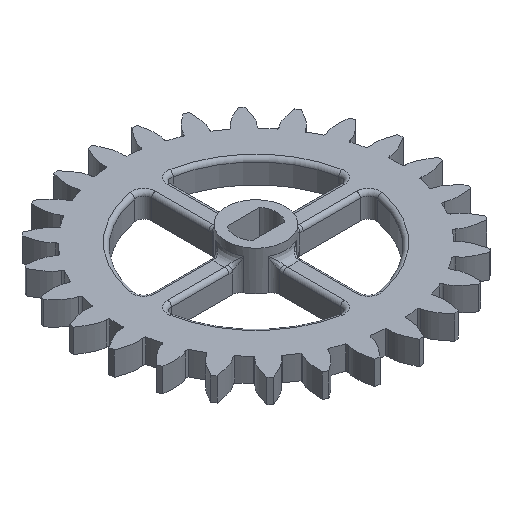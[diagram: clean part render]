
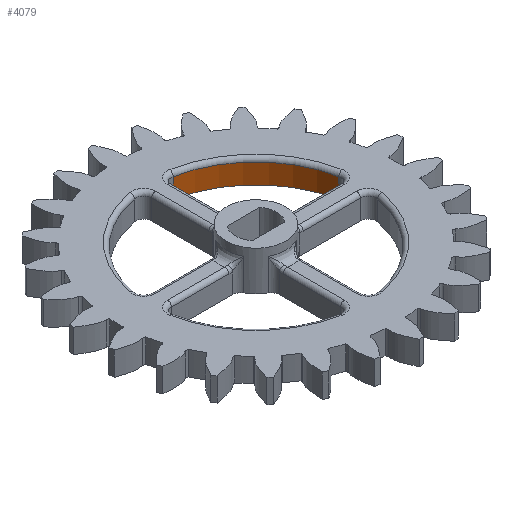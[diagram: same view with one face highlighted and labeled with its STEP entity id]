
A CAD part, isometric view. The second image highlights one B-rep face of the part: STEP entity #4079.
In plain terms, the highlighted cylindrical face has radius 13.125 mm (diameter 26.25 mm), a partial arc.
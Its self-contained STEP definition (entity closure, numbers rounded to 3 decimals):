
#249=CYLINDRICAL_SURFACE('',#4340,13.125);
#361=LINE('',#5902,#633);
#364=LINE('',#5916,#636);
#633=VECTOR('',#4779,1000.);
#636=VECTOR('',#4790,1000.);
#940=ORIENTED_EDGE('',*,*,#2240,.T.);
#941=ORIENTED_EDGE('',*,*,#2250,.T.);
#942=ORIENTED_EDGE('',*,*,#2234,.T.);
#943=ORIENTED_EDGE('',*,*,#2251,.T.);
#2234=EDGE_CURVE('',#2886,#2887,#361,.F.);
#2240=EDGE_CURVE('',#2893,#2892,#364,.T.);
#2250=EDGE_CURVE('',#2892,#2886,#3307,.F.);
#2251=EDGE_CURVE('',#2887,#2893,#3308,.T.);
#2886=VERTEX_POINT('',#5903);
#2887=VERTEX_POINT('',#5904);
#2892=VERTEX_POINT('',#5915);
#2893=VERTEX_POINT('',#5917);
#3307=CIRCLE('',#4341,13.125);
#3308=CIRCLE('',#4342,13.125);
#3554=EDGE_LOOP('',(#940,#941,#942,#943));
#3796=FACE_BOUND('',#3554,.T.);
#4079=ADVANCED_FACE('',(#3796),#249,.F.);
#4340=AXIS2_PLACEMENT_3D('',#5945,#4805,#4806);
#4341=AXIS2_PLACEMENT_3D('',#5946,#4807,#4808);
#4342=AXIS2_PLACEMENT_3D('',#5947,#4809,#4810);
#4779=DIRECTION('',(0.,0.,1.));
#4790=DIRECTION('',(0.,0.,1.));
#4805=DIRECTION('',(0.,0.,1.));
#4806=DIRECTION('',(-1.,0.,0.));
#4807=DIRECTION('',(0.,0.,-1.));
#4808=DIRECTION('',(-1.,0.,0.));
#4809=DIRECTION('',(0.,0.,-1.));
#4810=DIRECTION('',(1.,0.,0.));
#5902=CARTESIAN_POINT('',(2.436,12.897,-56.035));
#5903=CARTESIAN_POINT('',(2.436,12.897,2.5));
#5904=CARTESIAN_POINT('',(2.436,12.897,0.));
#5915=CARTESIAN_POINT('',(12.897,2.436,2.5));
#5916=CARTESIAN_POINT('',(12.897,2.436,-56.035));
#5917=CARTESIAN_POINT('',(12.897,2.436,0.));
#5945=CARTESIAN_POINT('',(0.,0.,-56.035));
#5946=CARTESIAN_POINT('',(0.,0.,2.5));
#5947=CARTESIAN_POINT('',(0.,0.,0.));
